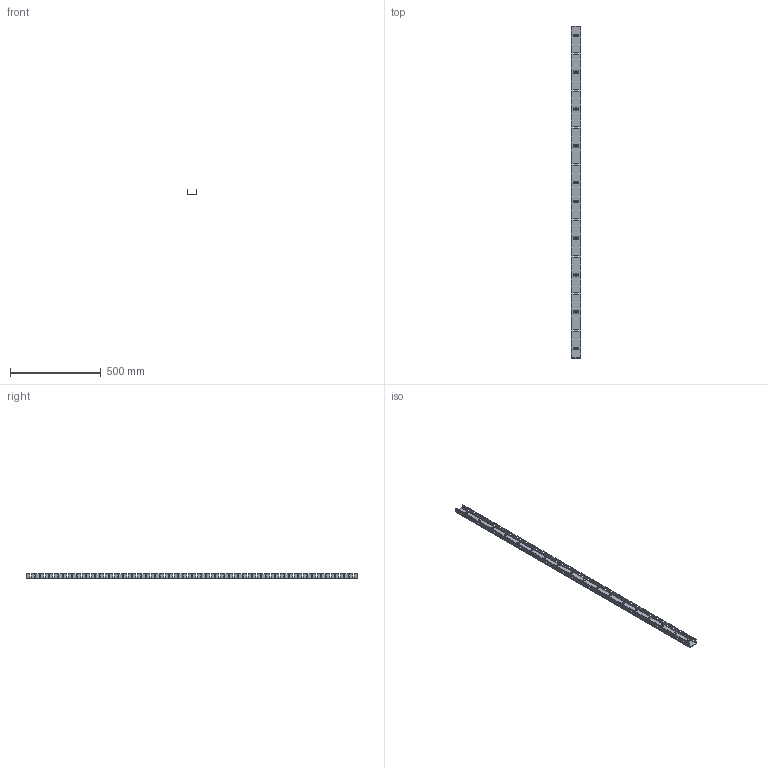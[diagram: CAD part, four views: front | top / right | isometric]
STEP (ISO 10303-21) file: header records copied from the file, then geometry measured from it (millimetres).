
FILE_DESCRIPTION(/* description */ (''),/* implementation_level */ '2;1');
FILE_NAME(/* name */ 'NE2X1.stp',/* time_stamp */ '2021-08-02T14:27:18-05:00',/* author */ (''),/* organization */ (''),/* preprocessor_version */ 'ST-DEVELOPER v16.7',/* originating_system */ 'SIEMENS PLM Software NX 1926',/* authorisation */ '');
FILE_SCHEMA (('AP203_CONFIGURATION_CONTROLLED_3D_DESIGN_OF_MECHANICAL_PARTS_AND_ASSEMBLIES_MIM_LF { 1 0 10303 403 2 1 2}'));
Length unit declared in the file: inch
Products named in the file (1): bdk2D04BFAF7uzj
Bounding box: 54.36 x 1828.8 x 25.51 mm (x, y, z)
Volume: 255793.7 mm3; surface area: 355599.5 mm2
Topology: 1 solids, 1 shells, 1094 faces, 3276 edges, 2184 vertices
Faces by surface type: plane 986, cylinder 108
Entity records: 36580 total; most frequent: CARTESIAN_POINT 6555, ORIENTED_EDGE 6552, DIRECTION 5682, EDGE_CURVE 3276, LINE 3060, VECTOR 3060, VERTEX_POINT 2184, AXIS2_PLACEMENT_3D 1311
